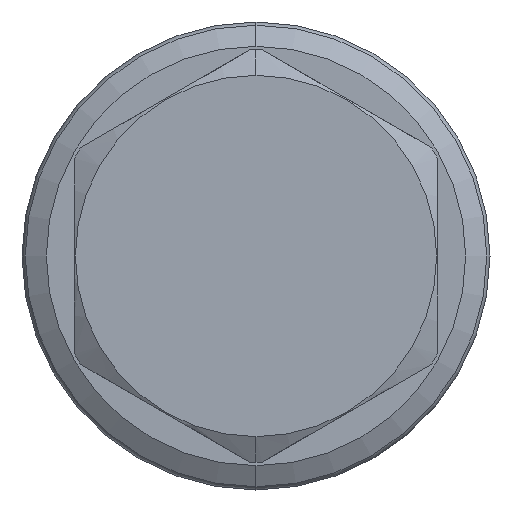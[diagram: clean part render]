
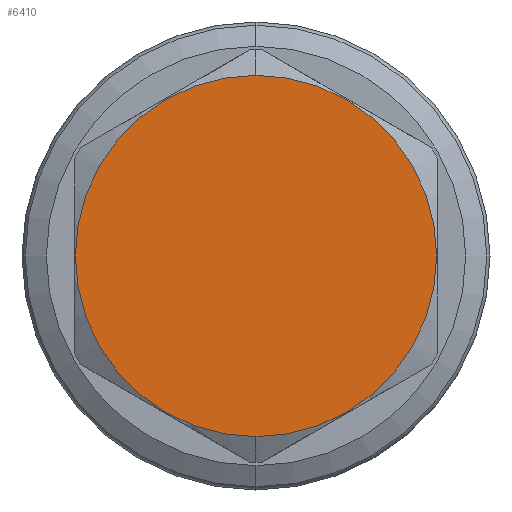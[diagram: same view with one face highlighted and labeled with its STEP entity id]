
A CAD part, left-side view. The second image highlights one B-rep face of the part: STEP entity #6410.
In plain terms, the highlighted planar face has unit normal (-1, 0, 0).
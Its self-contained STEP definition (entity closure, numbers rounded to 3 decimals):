
#174 = DIRECTION ( 'NONE',  ( 1., 0., 0. ) ) ;
#255 = DIRECTION ( 'NONE',  ( 0., 0., 1. ) ) ;
#632 = EDGE_CURVE ( 'NONE', #4828, #669, #5204, .T. ) ;
#641 = AXIS2_PLACEMENT_3D ( 'NONE', #3529, #698, #255 ) ;
#669 = VERTEX_POINT ( 'NONE', #1883 ) ;
#698 = DIRECTION ( 'NONE',  ( -1., 0., 0. ) ) ;
#757 = CARTESIAN_POINT ( 'NONE',  ( 0., 0., 0. ) ) ;
#1258 = CARTESIAN_POINT ( 'NONE',  ( 0., 0., -23.787 ) ) ;
#1883 = CARTESIAN_POINT ( 'NONE',  ( 0., 0., -20.5 ) ) ;
#1992 = FACE_OUTER_BOUND ( 'NONE', #4874, .T. ) ;
#2514 = CIRCLE ( 'NONE', #641, 20.5 ) ;
#2540 = DIRECTION ( 'NONE',  ( -1., 0., 0. ) ) ;
#2733 = ORIENTED_EDGE ( 'NONE', *, *, #3029, .T. ) ;
#2986 = ORIENTED_EDGE ( 'NONE', *, *, #632, .T. ) ;
#3029 = EDGE_CURVE ( 'NONE', #669, #4828, #2514, .T. ) ;
#3044 = DIRECTION ( 'NONE',  ( 0., 0., 1. ) ) ;
#3529 = CARTESIAN_POINT ( 'NONE',  ( 0., 0., 0. ) ) ;
#4223 = AXIS2_PLACEMENT_3D ( 'NONE', #1258, #174, #6316 ) ;
#4375 = CARTESIAN_POINT ( 'NONE',  ( 0., 0., 20.5 ) ) ;
#4828 = VERTEX_POINT ( 'NONE', #4375 ) ;
#4874 = EDGE_LOOP ( 'NONE', ( #2733, #2986 ) ) ;
#5204 = CIRCLE ( 'NONE', #6976, 20.5 ) ;
#6316 = DIRECTION ( 'NONE',  ( 0., 0., -1. ) ) ;
#6410 = ADVANCED_FACE ( 'NONE', ( #1992 ), #6948, .F. ) ;
#6948 = PLANE ( 'NONE',  #4223 ) ;
#6976 = AXIS2_PLACEMENT_3D ( 'NONE', #757, #2540, #3044 ) ;
